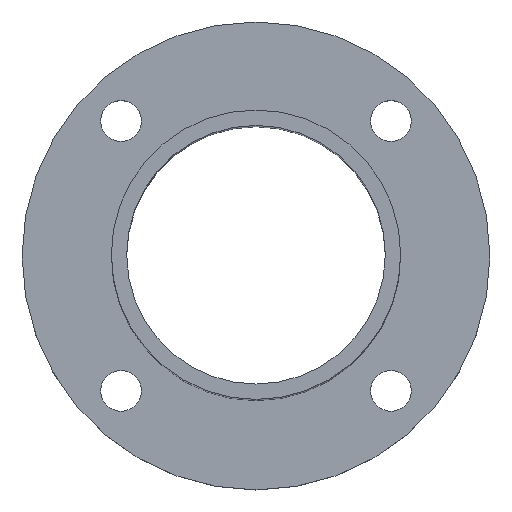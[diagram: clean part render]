
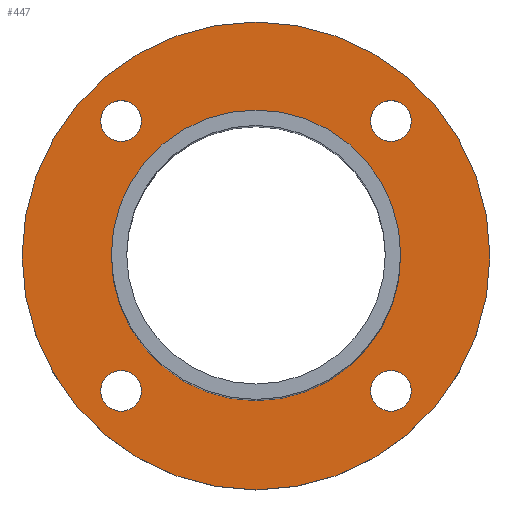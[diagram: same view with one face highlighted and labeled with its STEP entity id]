
A CAD part, top view. The second image highlights one B-rep face of the part: STEP entity #447.
In plain terms, the highlighted planar face has unit normal (0, 0, 1).
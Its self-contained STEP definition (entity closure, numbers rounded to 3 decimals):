
#4 = ORIENTED_EDGE ( 'NONE', *, *, #754, .T. ) ;
#6 = CARTESIAN_POINT ( 'NONE',  ( -21.92, 21.92, -51.5 ) ) ;
#12 = EDGE_CURVE ( 'NONE', #420, #723, #657, .T. ) ;
#17 = VERTEX_POINT ( 'NONE', #315 ) ;
#33 = DIRECTION ( 'NONE',  ( 1., 0., 0. ) ) ;
#38 = ORIENTED_EDGE ( 'NONE', *, *, #538, .F. ) ;
#39 = CARTESIAN_POINT ( 'NONE',  ( 21.92, 21.92, -51.5 ) ) ;
#43 = EDGE_CURVE ( 'NONE', #723, #420, #108, .T. ) ;
#55 = FACE_BOUND ( 'NONE', #361, .T. ) ;
#70 = FACE_BOUND ( 'NONE', #501, .T. ) ;
#72 = ORIENTED_EDGE ( 'NONE', *, *, #573, .F. ) ;
#76 = DIRECTION ( 'NONE',  ( 0., 0., 1. ) ) ;
#86 = DIRECTION ( 'NONE',  ( 0., 0., 1. ) ) ;
#98 = DIRECTION ( 'NONE',  ( 1., 0., 0. ) ) ;
#99 = VERTEX_POINT ( 'NONE', #854 ) ;
#108 = CIRCLE ( 'NONE', #330, 23.5 ) ;
#121 = CARTESIAN_POINT ( 'NONE',  ( -18.62, 21.92, -51.5 ) ) ;
#133 = DIRECTION ( 'NONE',  ( 1., 0., 0. ) ) ;
#153 = DIRECTION ( 'NONE',  ( 0., 0., 1. ) ) ;
#172 = DIRECTION ( 'NONE',  ( 1., 0., 0. ) ) ;
#176 = DIRECTION ( 'NONE',  ( 1., 0., 0. ) ) ;
#178 = CARTESIAN_POINT ( 'NONE',  ( 0., 0., -51.5 ) ) ;
#186 = DIRECTION ( 'NONE',  ( 1., 0., 0. ) ) ;
#195 = EDGE_CURVE ( 'NONE', #455, #837, #487, .T. ) ;
#197 = ORIENTED_EDGE ( 'NONE', *, *, #641, .F. ) ;
#206 = FACE_BOUND ( 'NONE', #482, .T. ) ;
#208 = VERTEX_POINT ( 'NONE', #232 ) ;
#210 = DIRECTION ( 'NONE',  ( 0., 0., 1. ) ) ;
#215 = VERTEX_POINT ( 'NONE', #597 ) ;
#219 = CARTESIAN_POINT ( 'NONE',  ( 21.92, -21.92, -51.5 ) ) ;
#225 = ORIENTED_EDGE ( 'NONE', *, *, #435, .F. ) ;
#232 = CARTESIAN_POINT ( 'NONE',  ( 25.22, 21.92, -51.5 ) ) ;
#237 = DIRECTION ( 'NONE',  ( 0., 0., 1. ) ) ;
#243 = CARTESIAN_POINT ( 'NONE',  ( 0., 0., -51.5 ) ) ;
#245 = ORIENTED_EDGE ( 'NONE', *, *, #576, .F. ) ;
#255 = AXIS2_PLACEMENT_3D ( 'NONE', #888, #458, #172 ) ;
#262 = CARTESIAN_POINT ( 'NONE',  ( 0., 0., -51.5 ) ) ;
#263 = CARTESIAN_POINT ( 'NONE',  ( -23.5, 0., -51.5 ) ) ;
#266 = CARTESIAN_POINT ( 'NONE',  ( -18.62, -21.92, -51.5 ) ) ;
#280 = AXIS2_PLACEMENT_3D ( 'NONE', #844, #210, #633 ) ;
#294 = ORIENTED_EDGE ( 'NONE', *, *, #12, .F. ) ;
#312 = CARTESIAN_POINT ( 'NONE',  ( 23.5, 0., -51.5 ) ) ;
#314 = AXIS2_PLACEMENT_3D ( 'NONE', #439, #383, #98 ) ;
#315 = CARTESIAN_POINT ( 'NONE',  ( 25.22, -21.92, -51.5 ) ) ;
#330 = AXIS2_PLACEMENT_3D ( 'NONE', #178, #460, #33 ) ;
#350 = CIRCLE ( 'NONE', #255, 38. ) ;
#355 = CIRCLE ( 'NONE', #762, 3.3 ) ;
#361 = EDGE_LOOP ( 'NONE', ( #225, #245 ) ) ;
#362 = ORIENTED_EDGE ( 'NONE', *, *, #367, .F. ) ;
#367 = EDGE_CURVE ( 'NONE', #215, #208, #371, .T. ) ;
#371 = CIRCLE ( 'NONE', #280, 3.3 ) ;
#379 = EDGE_LOOP ( 'NONE', ( #623, #4 ) ) ;
#383 = DIRECTION ( 'NONE',  ( 0., 0., 1. ) ) ;
#386 = AXIS2_PLACEMENT_3D ( 'NONE', #262, #464, #186 ) ;
#390 = DIRECTION ( 'NONE',  ( 1., 0., 0. ) ) ;
#420 = VERTEX_POINT ( 'NONE', #263 ) ;
#426 = CARTESIAN_POINT ( 'NONE',  ( 21.92, -21.92, -51.5 ) ) ;
#435 = EDGE_CURVE ( 'NONE', #99, #782, #355, .T. ) ;
#439 = CARTESIAN_POINT ( 'NONE',  ( -21.92, -21.92, -51.5 ) ) ;
#447 = ADVANCED_FACE ( 'NONE', ( #55, #70, #481, #206, #826, #559 ), #752, .T. ) ;
#455 = VERTEX_POINT ( 'NONE', #266 ) ;
#458 = DIRECTION ( 'NONE',  ( 0., 0., 1. ) ) ;
#459 = AXIS2_PLACEMENT_3D ( 'NONE', #219, #76, #523 ) ;
#460 = DIRECTION ( 'NONE',  ( 0., 0., 1. ) ) ;
#461 = DIRECTION ( 'NONE',  ( 1., 0., 0. ) ) ;
#464 = DIRECTION ( 'NONE',  ( 0., 0., 1. ) ) ;
#481 = FACE_BOUND ( 'NONE', #789, .T. ) ;
#482 = EDGE_LOOP ( 'NONE', ( #362, #493 ) ) ;
#487 = CIRCLE ( 'NONE', #314, 3.3 ) ;
#492 = CARTESIAN_POINT ( 'NONE',  ( 0., 0., -51.5 ) ) ;
#493 = ORIENTED_EDGE ( 'NONE', *, *, #906, .F. ) ;
#497 = EDGE_LOOP ( 'NONE', ( #631, #294 ) ) ;
#501 = EDGE_LOOP ( 'NONE', ( #197, #585 ) ) ;
#506 = DIRECTION ( 'NONE',  ( 1., 0., 0. ) ) ;
#508 = VERTEX_POINT ( 'NONE', #584 ) ;
#523 = DIRECTION ( 'NONE',  ( 1., 0., 0. ) ) ;
#538 = EDGE_CURVE ( 'NONE', #508, #17, #679, .T. ) ;
#539 = CIRCLE ( 'NONE', #613, 3.3 ) ;
#543 = AXIS2_PLACEMENT_3D ( 'NONE', #492, #689, #133 ) ;
#559 = FACE_OUTER_BOUND ( 'NONE', #379, .T. ) ;
#573 = EDGE_CURVE ( 'NONE', #17, #508, #853, .T. ) ;
#576 = EDGE_CURVE ( 'NONE', #782, #99, #616, .T. ) ;
#584 = CARTESIAN_POINT ( 'NONE',  ( 18.62, -21.92, -51.5 ) ) ;
#585 = ORIENTED_EDGE ( 'NONE', *, *, #195, .F. ) ;
#597 = CARTESIAN_POINT ( 'NONE',  ( 18.62, 21.92, -51.5 ) ) ;
#604 = CARTESIAN_POINT ( 'NONE',  ( -38., 0., -51.5 ) ) ;
#613 = AXIS2_PLACEMENT_3D ( 'NONE', #39, #822, #461 ) ;
#616 = CIRCLE ( 'NONE', #694, 3.3 ) ;
#621 = DIRECTION ( 'NONE',  ( 0., 0., 1. ) ) ;
#623 = ORIENTED_EDGE ( 'NONE', *, *, #735, .T. ) ;
#631 = ORIENTED_EDGE ( 'NONE', *, *, #43, .F. ) ;
#633 = DIRECTION ( 'NONE',  ( 1., 0., 0. ) ) ;
#635 = AXIS2_PLACEMENT_3D ( 'NONE', #426, #153, #643 ) ;
#641 = EDGE_CURVE ( 'NONE', #837, #455, #680, .T. ) ;
#643 = DIRECTION ( 'NONE',  ( 1., 0., 0. ) ) ;
#657 = CIRCLE ( 'NONE', #765, 23.5 ) ;
#668 = DIRECTION ( 'NONE',  ( 0., 0., 1. ) ) ;
#671 = CARTESIAN_POINT ( 'NONE',  ( -25.22, -21.92, -51.5 ) ) ;
#672 = CARTESIAN_POINT ( 'NONE',  ( -21.92, -21.92, -51.5 ) ) ;
#679 = CIRCLE ( 'NONE', #635, 3.3 ) ;
#680 = CIRCLE ( 'NONE', #824, 3.3 ) ;
#689 = DIRECTION ( 'NONE',  ( 0., 0., 1. ) ) ;
#690 = VERTEX_POINT ( 'NONE', #604 ) ;
#694 = AXIS2_PLACEMENT_3D ( 'NONE', #6, #86, #506 ) ;
#697 = DIRECTION ( 'NONE',  ( 1., 0., 0. ) ) ;
#723 = VERTEX_POINT ( 'NONE', #312 ) ;
#732 = CARTESIAN_POINT ( 'NONE',  ( 38., 0., -51.5 ) ) ;
#735 = EDGE_CURVE ( 'NONE', #690, #739, #350, .T. ) ;
#739 = VERTEX_POINT ( 'NONE', #732 ) ;
#752 = PLANE ( 'NONE',  #543 ) ;
#754 = EDGE_CURVE ( 'NONE', #739, #690, #902, .T. ) ;
#762 = AXIS2_PLACEMENT_3D ( 'NONE', #897, #621, #697 ) ;
#765 = AXIS2_PLACEMENT_3D ( 'NONE', #243, #237, #390 ) ;
#782 = VERTEX_POINT ( 'NONE', #121 ) ;
#789 = EDGE_LOOP ( 'NONE', ( #38, #72 ) ) ;
#822 = DIRECTION ( 'NONE',  ( 0., 0., 1. ) ) ;
#824 = AXIS2_PLACEMENT_3D ( 'NONE', #672, #668, #176 ) ;
#826 = FACE_BOUND ( 'NONE', #497, .T. ) ;
#837 = VERTEX_POINT ( 'NONE', #671 ) ;
#844 = CARTESIAN_POINT ( 'NONE',  ( 21.92, 21.92, -51.5 ) ) ;
#853 = CIRCLE ( 'NONE', #459, 3.3 ) ;
#854 = CARTESIAN_POINT ( 'NONE',  ( -25.22, 21.92, -51.5 ) ) ;
#888 = CARTESIAN_POINT ( 'NONE',  ( 0., 0., -51.5 ) ) ;
#897 = CARTESIAN_POINT ( 'NONE',  ( -21.92, 21.92, -51.5 ) ) ;
#902 = CIRCLE ( 'NONE', #386, 38. ) ;
#906 = EDGE_CURVE ( 'NONE', #208, #215, #539, .T. ) ;
